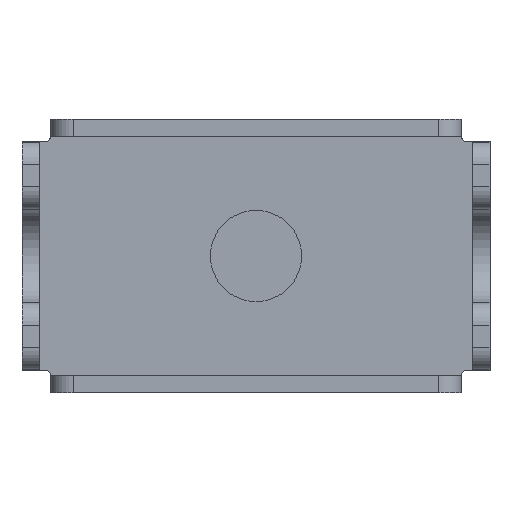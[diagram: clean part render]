
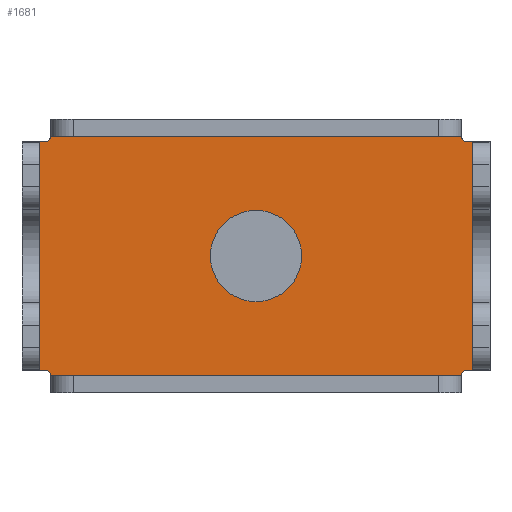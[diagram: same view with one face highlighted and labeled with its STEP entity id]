
A CAD part, front view. The second image highlights one B-rep face of the part: STEP entity #1681.
In plain terms, the highlighted planar face has unit normal (0, -1, 0).
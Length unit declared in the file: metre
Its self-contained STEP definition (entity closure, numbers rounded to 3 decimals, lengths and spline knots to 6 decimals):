
#80=LINE('',#2697,#210);
#84=LINE('',#2705,#214);
#89=LINE('',#2718,#219);
#93=LINE('',#2728,#223);
#132=LINE('',#2849,#262);
#134=LINE('',#2854,#264);
#139=LINE('',#2866,#269);
#142=LINE('',#2876,#272);
#210=VECTOR('',#2196,1.);
#214=VECTOR('',#2206,1.);
#219=VECTOR('',#2221,1.);
#223=VECTOR('',#2233,1.);
#262=VECTOR('',#2354,1.);
#264=VECTOR('',#2362,1.);
#269=VECTOR('',#2375,1.);
#272=VECTOR('',#2388,1.);
#316=PLANE('',#1893);
#752=ORIENTED_EDGE('',*,*,#792,.T.);
#753=ORIENTED_EDGE('',*,*,#929,.F.);
#754=ORIENTED_EDGE('',*,*,#926,.T.);
#755=ORIENTED_EDGE('',*,*,#924,.T.);
#756=ORIENTED_EDGE('',*,*,#919,.T.);
#757=ORIENTED_EDGE('',*,*,#917,.F.);
#758=ORIENTED_EDGE('',*,*,#913,.T.);
#759=ORIENTED_EDGE('',*,*,#1003,.T.);
#760=ORIENTED_EDGE('',*,*,#1000,.T.);
#761=ORIENTED_EDGE('',*,*,#998,.T.);
#762=ORIENTED_EDGE('',*,*,#994,.T.);
#763=ORIENTED_EDGE('',*,*,#992,.T.);
#764=ORIENTED_EDGE('',*,*,#990,.F.);
#792=EDGE_CURVE('',#1023,#1023,#1179,.T.);
#913=EDGE_CURVE('',#1112,#1114,#80,.T.);
#917=EDGE_CURVE('',#1112,#1116,#84,.T.);
#919=EDGE_CURVE('',#1117,#1116,#1239,.T.);
#924=EDGE_CURVE('',#1118,#1117,#89,.T.);
#926=EDGE_CURVE('',#1119,#1118,#1241,.T.);
#929=EDGE_CURVE('',#1119,#1121,#93,.T.);
#990=EDGE_CURVE('',#1121,#1160,#132,.T.);
#992=EDGE_CURVE('',#1162,#1160,#134,.T.);
#994=EDGE_CURVE('',#1163,#1162,#1264,.T.);
#998=EDGE_CURVE('',#1164,#1163,#139,.T.);
#1000=EDGE_CURVE('',#1165,#1164,#1265,.T.);
#1003=EDGE_CURVE('',#1114,#1165,#142,.T.);
#1023=VERTEX_POINT('',#2444);
#1112=VERTEX_POINT('',#2691);
#1114=VERTEX_POINT('',#2696);
#1116=VERTEX_POINT('',#2706);
#1117=VERTEX_POINT('',#2710);
#1118=VERTEX_POINT('',#2717);
#1119=VERTEX_POINT('',#2723);
#1121=VERTEX_POINT('',#2729);
#1160=VERTEX_POINT('',#2845);
#1162=VERTEX_POINT('',#2855);
#1163=VERTEX_POINT('',#2859);
#1164=VERTEX_POINT('',#2865);
#1165=VERTEX_POINT('',#2871);
#1179=CIRCLE('',#1725,0.004);
#1239=CIRCLE('',#1830,0.0005);
#1241=CIRCLE('',#1836,0.0005);
#1264=CIRCLE('',#1883,0.0005);
#1265=CIRCLE('',#1888,0.0005);
#1391=EDGE_LOOP('',(#752));
#1392=EDGE_LOOP('',(#753,#754,#755,#756,#757,#758,#759,#760,#761,#762,#763,
#764));
#1529=FACE_BOUND('',#1391,.T.);
#1530=FACE_BOUND('',#1392,.T.);
#1681=ADVANCED_FACE('',(#1529,#1530),#316,.T.);
#1725=AXIS2_PLACEMENT_3D('',#2443,#1933,#1934);
#1830=AXIS2_PLACEMENT_3D('',#2709,#2210,#2211);
#1836=AXIS2_PLACEMENT_3D('',#2722,#2227,#2228);
#1883=AXIS2_PLACEMENT_3D('',#2858,#2366,#2367);
#1888=AXIS2_PLACEMENT_3D('',#2870,#2381,#2382);
#1893=AXIS2_PLACEMENT_3D('',#2880,#2394,#2395);
#1933=DIRECTION('',(0.,1.,0.));
#1934=DIRECTION('',(0.,0.,-1.));
#2196=DIRECTION('',(0.,0.,-1.));
#2206=DIRECTION('',(1.,0.,0.));
#2210=DIRECTION('',(0.,1.,0.));
#2211=DIRECTION('',(1.,0.,0.));
#2221=DIRECTION('',(-1.,0.,0.));
#2227=DIRECTION('',(0.,1.,0.));
#2228=DIRECTION('',(0.,0.,-1.));
#2233=DIRECTION('',(1.,0.,0.));
#2354=DIRECTION('',(0.,0.,-1.));
#2362=DIRECTION('',(1.,0.,0.));
#2366=DIRECTION('',(0.,1.,0.));
#2367=DIRECTION('',(-1.,0.,0.));
#2375=DIRECTION('',(1.,0.,0.));
#2381=DIRECTION('',(0.,1.,0.));
#2382=DIRECTION('',(0.,0.,1.));
#2388=DIRECTION('',(1.,0.,0.));
#2394=DIRECTION('',(0.,-1.,0.));
#2395=DIRECTION('',(1.,0.,0.));
#2443=CARTESIAN_POINT('',(0.,0.0265,0.));
#2444=CARTESIAN_POINT('',(0.,0.0265,-0.004));
#2691=CARTESIAN_POINT('',(-0.019,0.0265,0.01));
#2696=CARTESIAN_POINT('',(-0.019,0.0265,-0.01));
#2697=CARTESIAN_POINT('',(-0.019,0.0265,0.01));
#2705=CARTESIAN_POINT('',(0.01975,0.0265,0.01));
#2706=CARTESIAN_POINT('',(-0.0185,0.0265,0.01));
#2709=CARTESIAN_POINT('',(-0.0185,0.0265,0.0105));
#2710=CARTESIAN_POINT('',(-0.018,0.0265,0.0105));
#2717=CARTESIAN_POINT('',(0.018,0.0265,0.0105));
#2718=CARTESIAN_POINT('',(0.018,0.0265,0.0105));
#2722=CARTESIAN_POINT('',(0.0185,0.0265,0.0105));
#2723=CARTESIAN_POINT('',(0.0185,0.0265,0.01));
#2728=CARTESIAN_POINT('',(0.01975,0.0265,0.01));
#2729=CARTESIAN_POINT('',(0.019,0.0265,0.01));
#2845=CARTESIAN_POINT('',(0.019,0.0265,-0.01));
#2849=CARTESIAN_POINT('',(0.019,0.0265,0.01));
#2854=CARTESIAN_POINT('',(-0.019,0.0265,-0.01));
#2855=CARTESIAN_POINT('',(0.0185,0.0265,-0.01));
#2858=CARTESIAN_POINT('',(0.0185,0.0265,-0.0105));
#2859=CARTESIAN_POINT('',(0.018,0.0265,-0.0105));
#2865=CARTESIAN_POINT('',(-0.018,0.0265,-0.0105));
#2866=CARTESIAN_POINT('',(-0.018,0.0265,-0.0105));
#2870=CARTESIAN_POINT('',(-0.0185,0.0265,-0.0105));
#2871=CARTESIAN_POINT('',(-0.0185,0.0265,-0.01));
#2876=CARTESIAN_POINT('',(-0.019,0.0265,-0.01));
#2880=CARTESIAN_POINT('',(-0.019,0.0265,0.01));
